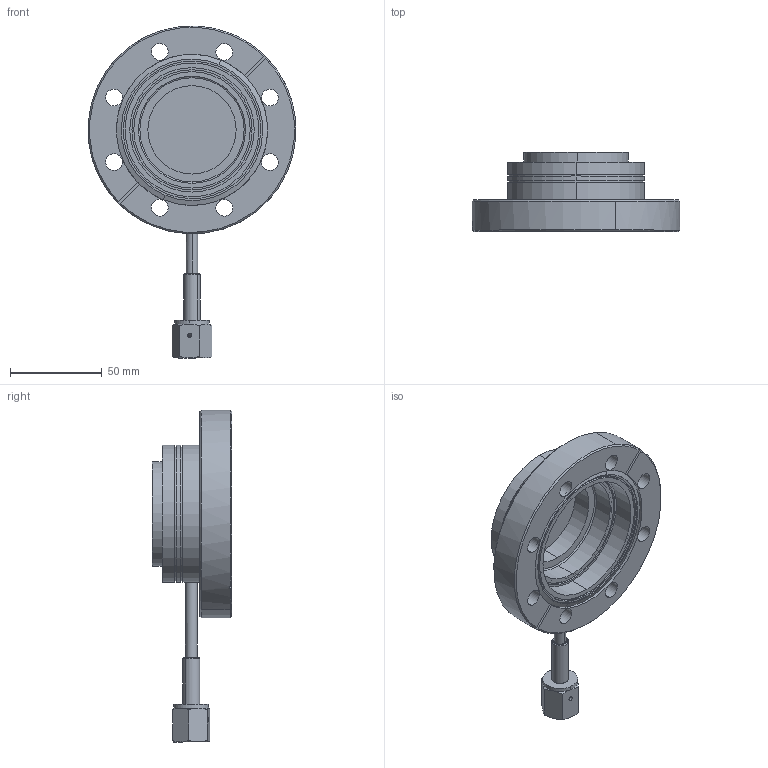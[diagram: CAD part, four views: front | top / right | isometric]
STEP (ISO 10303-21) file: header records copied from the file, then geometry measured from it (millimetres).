
FILE_DESCRIPTION (( 'STEP AP203' ), '1' );
FILE_NAME ('A4523-2-CF.STEP', '2012-10-29T16:55:25', ( '' ), ( '' ), 'SwSTEP 2.0', 'SolidWorks 2012', '' );
FILE_SCHEMA (( 'CONFIG_CONTROL_DESIGN' ));
Length unit declared in the file: inch
Products named in the file (1): A4523-2-CF
Bounding box: 113.43 x 43.21 x 181.3 mm (x, y, z)
Volume: 154954 mm3; surface area: 66890.1 mm2
Topology: 1 solids, 3 shells, 268 faces, 641 edges, 405 vertices
Faces by surface type: cylinder 123, cone 87, plane 50, torus 8
Entity records: 8299 total; most frequent: CARTESIAN_POINT 1708, DIRECTION 1502, ORIENTED_EDGE 1282, AXIS2_PLACEMENT_3D 645, EDGE_CURVE 641, VERTEX_POINT 405, CIRCLE 376, EDGE_LOOP 320
